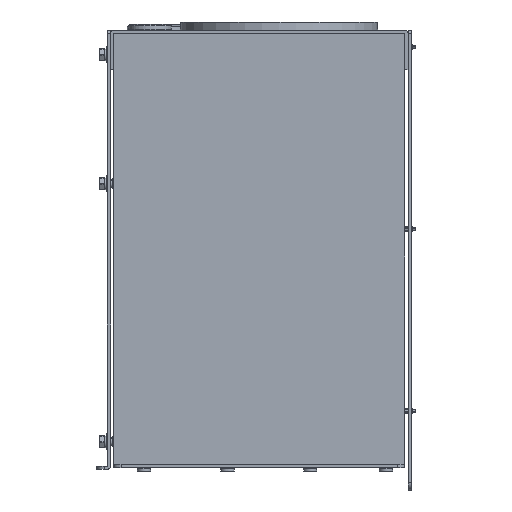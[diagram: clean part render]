
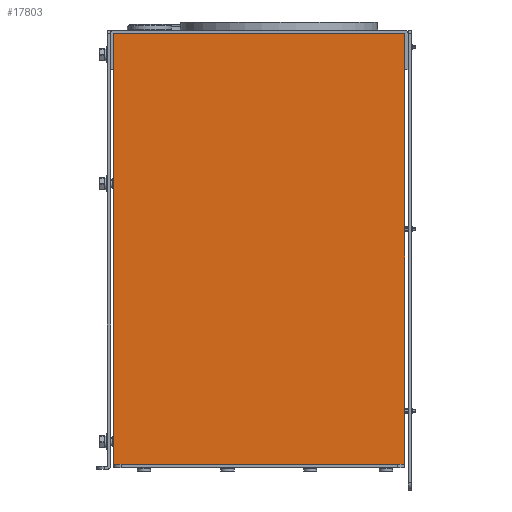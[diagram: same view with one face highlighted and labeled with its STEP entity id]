
A CAD part, left-side view. The second image highlights one B-rep face of the part: STEP entity #17803.
In plain terms, the highlighted planar face has unit normal (-1, 0, 0).
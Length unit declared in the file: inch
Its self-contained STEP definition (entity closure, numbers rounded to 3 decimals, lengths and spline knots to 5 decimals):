
#129 = LINE ( 'NONE', #4442, #20010 ) ;
#1494 = CARTESIAN_POINT ( 'NONE',  ( -9.0748, 6.9685, 17.59055 ) ) ;
#1794 = DIRECTION ( 'NONE',  ( 0., 0., 1. ) ) ;
#1943 = PLANE ( 'NONE',  #32152 ) ;
#2047 = DIRECTION ( 'NONE',  ( 1., 0., 0. ) ) ;
#2785 = EDGE_CURVE ( 'NONE', #25267, #30878, #16623, .T. ) ;
#2865 = CARTESIAN_POINT ( 'NONE',  ( -9.0748, 14.52756, 17.59055 ) ) ;
#3196 = DIRECTION ( 'NONE',  ( 0., -1., 0. ) ) ;
#3276 = EDGE_CURVE ( 'NONE', #20917, #18318, #22969, .T. ) ;
#3605 = EDGE_CURVE ( 'NONE', #30878, #21673, #28238, .T. ) ;
#4039 = EDGE_CURVE ( 'NONE', #15744, #18318, #18404, .T. ) ;
#4291 = EDGE_CURVE ( 'NONE', #21673, #15744, #129, .T. ) ;
#4323 = EDGE_CURVE ( 'NONE', #25267, #20917, #13895, .T. ) ;
#4442 = CARTESIAN_POINT ( 'NONE',  ( -9.0748, 14.52756, 17.59055 ) ) ;
#4655 = VECTOR ( 'NONE', #3196, 39.37008 ) ;
#4700 = CARTESIAN_POINT ( 'NONE',  ( -9.0748, 14.52756, 28.85827 ) ) ;
#6243 = VECTOR ( 'NONE', #9642, 39.37008 ) ;
#7302 = ORIENTED_EDGE ( 'NONE', *, *, #4291, .F. ) ;
#8909 = CARTESIAN_POINT ( 'NONE',  ( -9.0748, 6.9685, 27.91339 ) ) ;
#9642 = DIRECTION ( 'NONE',  ( 0., 0., 1. ) ) ;
#12205 = CARTESIAN_POINT ( 'NONE',  ( -9.0748, 6.9685, 17.59055 ) ) ;
#12841 = CARTESIAN_POINT ( 'NONE',  ( -9.0748, 0., 17.6693 ) ) ;
#13895 = LINE ( 'NONE', #12205, #6243 ) ;
#14171 = ORIENTED_EDGE ( 'NONE', *, *, #3605, .F. ) ;
#14470 = ORIENTED_EDGE ( 'NONE', *, *, #3276, .T. ) ;
#14544 = CARTESIAN_POINT ( 'NONE',  ( -9.0748, 6.9685, 28.85827 ) ) ;
#15744 = VERTEX_POINT ( 'NONE', #4700 ) ;
#15828 = VECTOR ( 'NONE', #28509, 39.37008 ) ;
#16079 = VECTOR ( 'NONE', #27346, 39.37008 ) ;
#16623 = LINE ( 'NONE', #12841, #15828 ) ;
#17563 = CARTESIAN_POINT ( 'NONE',  ( -9.0748, 0., 17.59055 ) ) ;
#17803 = ADVANCED_FACE ( 'NONE', ( #28145 ), #1943, .F. ) ;
#18318 = VERTEX_POINT ( 'NONE', #14544 ) ;
#18404 = LINE ( 'NONE', #18674, #4655 ) ;
#18674 = CARTESIAN_POINT ( 'NONE',  ( -9.0748, 0., 28.85827 ) ) ;
#18961 = ORIENTED_EDGE ( 'NONE', *, *, #4039, .F. ) ;
#20010 = VECTOR ( 'NONE', #1794, 39.37008 ) ;
#20155 = DIRECTION ( 'NONE',  ( 0., 1., 0. ) ) ;
#20917 = VERTEX_POINT ( 'NONE', #8909 ) ;
#20959 = DIRECTION ( 'NONE',  ( 0., 0., 1. ) ) ;
#21673 = VERTEX_POINT ( 'NONE', #28147 ) ;
#22969 = LINE ( 'NONE', #1494, #16079 ) ;
#24921 = CARTESIAN_POINT ( 'NONE',  ( -9.0748, 14.52756, 17.6693 ) ) ;
#25267 = VERTEX_POINT ( 'NONE', #26887 ) ;
#26585 = ORIENTED_EDGE ( 'NONE', *, *, #2785, .F. ) ;
#26887 = CARTESIAN_POINT ( 'NONE',  ( -9.0748, 6.9685, 17.6693 ) ) ;
#27346 = DIRECTION ( 'NONE',  ( 0., 0., 1. ) ) ;
#28116 = EDGE_LOOP ( 'NONE', ( #14171, #26585, #32031, #14470, #18961, #7302 ) ) ;
#28145 = FACE_OUTER_BOUND ( 'NONE', #28116, .T. ) ;
#28147 = CARTESIAN_POINT ( 'NONE',  ( -9.0748, 14.52756, 27.91339 ) ) ;
#28238 = LINE ( 'NONE', #2865, #31054 ) ;
#28509 = DIRECTION ( 'NONE',  ( 0., 1., 0. ) ) ;
#30878 = VERTEX_POINT ( 'NONE', #24921 ) ;
#31054 = VECTOR ( 'NONE', #20959, 39.37008 ) ;
#32031 = ORIENTED_EDGE ( 'NONE', *, *, #4323, .T. ) ;
#32152 = AXIS2_PLACEMENT_3D ( 'NONE', #17563, #2047, #20155 ) ;
